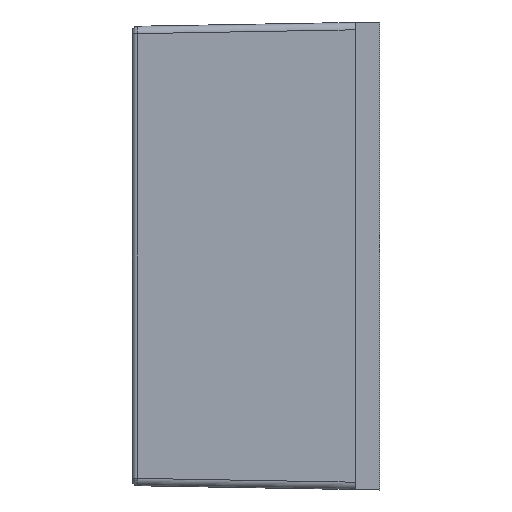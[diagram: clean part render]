
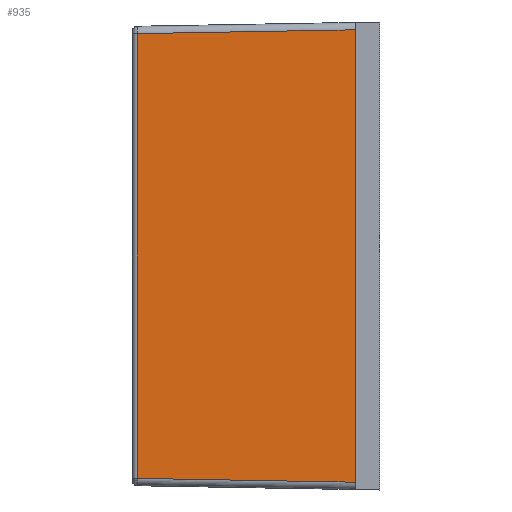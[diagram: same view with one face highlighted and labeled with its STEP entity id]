
A CAD part, left-side view. The second image highlights one B-rep face of the part: STEP entity #935.
In plain terms, the highlighted planar face has unit normal (-1, 0.018, 0).
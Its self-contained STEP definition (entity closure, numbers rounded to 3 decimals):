
#152=FACE_OUTER_BOUND('',#215,.T.);
#215=EDGE_LOOP('',(#729,#730,#731,#732));
#288=LINE('',#1799,#355);
#289=LINE('',#1844,#356);
#290=LINE('',#1848,#357);
#293=LINE('',#1855,#360);
#355=VECTOR('',#1225,18.056);
#356=VECTOR('',#1232,8.851);
#357=VECTOR('',#1237,18.365);
#360=VECTOR('',#1244,8.851);
#436=VERTEX_POINT('',#1794);
#437=VERTEX_POINT('',#1798);
#438=VERTEX_POINT('',#1843);
#439=VERTEX_POINT('',#1847);
#542=EDGE_CURVE('',#436,#437,#288,.T.);
#545=EDGE_CURVE('',#438,#437,#289,.T.);
#547=EDGE_CURVE('',#438,#439,#290,.T.);
#551=EDGE_CURVE('',#439,#436,#293,.T.);
#729=ORIENTED_EDGE('',*,*,#542,.F.);
#730=ORIENTED_EDGE('',*,*,#551,.F.);
#731=ORIENTED_EDGE('',*,*,#547,.F.);
#732=ORIENTED_EDGE('',*,*,#545,.T.);
#896=PLANE('',#1038);
#935=ADVANCED_FACE('',(#152),#896,.T.);
#1038=AXIS2_PLACEMENT_3D('',#1854,#1242,#1243);
#1225=DIRECTION('',(0.,0.,1.));
#1232=DIRECTION('',(0.017,1.,-0.017));
#1237=DIRECTION('',(0.,0.,-1.));
#1242=DIRECTION('center_axis',(-1.,0.017,0.));
#1243=DIRECTION('ref_axis',(0.,0.,1.));
#1244=DIRECTION('',(0.017,1.,0.017));
#1794=CARTESIAN_POINT('',(-9.346,3.803,-9.028));
#1798=CARTESIAN_POINT('',(-9.346,3.803,9.028));
#1799=CARTESIAN_POINT('',(-9.346,3.803,-9.028));
#1843=CARTESIAN_POINT('',(-9.5,-5.044,9.183));
#1844=CARTESIAN_POINT('',(-9.5,-5.044,9.183));
#1847=CARTESIAN_POINT('',(-9.5,-5.044,-9.183));
#1848=CARTESIAN_POINT('',(-9.5,-5.044,9.183));
#1854=CARTESIAN_POINT('Origin',(-9.5,-5.044,-10.872));
#1855=CARTESIAN_POINT('',(-9.5,-5.044,-9.183));
